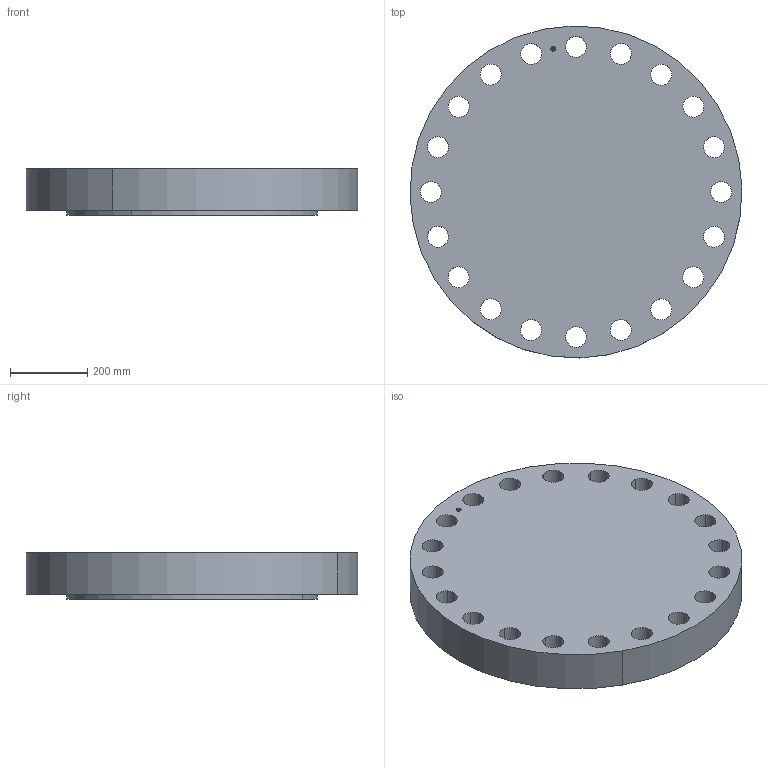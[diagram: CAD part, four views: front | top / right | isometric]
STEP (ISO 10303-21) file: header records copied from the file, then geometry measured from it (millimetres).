
FILE_DESCRIPTION(('3D STEP'),'2;1');
FILE_NAME('20-900-BLIND-RTJ-FLANGE.stp','2013-03-04T06:31:06+00:00',('Texas Flange'),(''),'CATIA Version 5 Release 20 SP 6 (IN-10)','CATIA V5 STEP AP214','800-826-3801');
FILE_SCHEMA(('AUTOMOTIVE_DESIGN { 1 0 10303 214 1 1 1 1 }'));
Length unit declared in the file: inch
Products named in the file (1): 20-900-BLIND-RTJ-FLANGE
Bounding box: 857.01 x 857.01 x 120.65 mm (x, y, z)
Volume: 61190645.3 mm3; surface area: 1775926.4 mm2
Topology: 1 solids, 1 shells, 442 faces, 1256 edges, 836 vertices
Faces by surface type: plane 370, cylinder 64, torus 4, cone 4
Entity records: 16475 total; most frequent: ORIENTED_EDGE 2512, CARTESIAN_POINT 2473, DIRECTION 2016, EDGE_CURVE 1256, VECTOR 1112, LINE 1112, VERTEX_POINT 836, AXIS2_PLACEMENT_3D 525
